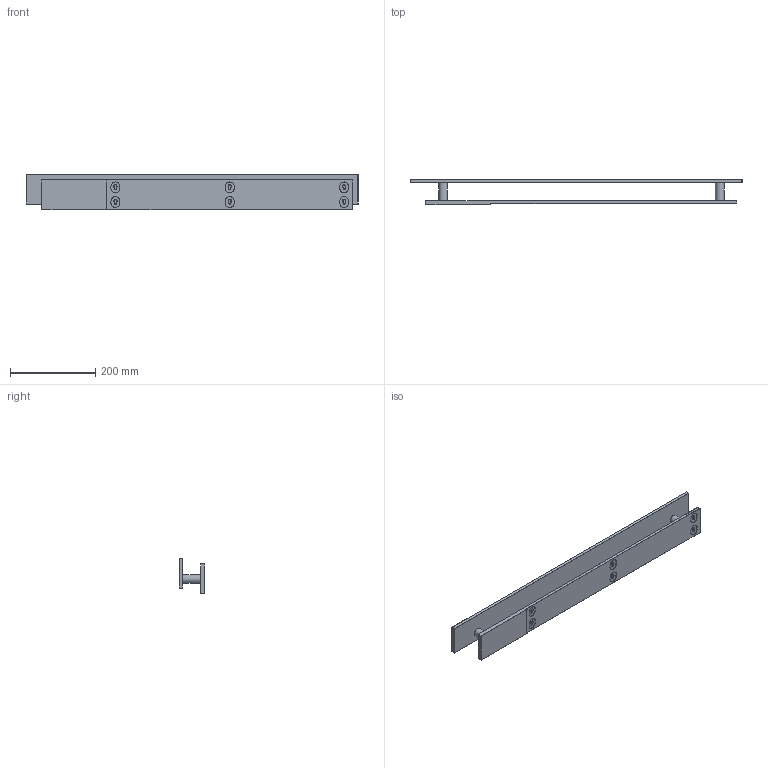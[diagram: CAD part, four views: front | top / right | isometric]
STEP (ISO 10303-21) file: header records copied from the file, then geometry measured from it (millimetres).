
FILE_DESCRIPTION(/* description */ ('Unknown'),/* implementation_level */ '2;1');
FILE_NAME(/* name */ '1047760000',/* time_stamp */ '2024-07-23T09:28:17+07:00',/* author */ ('Unknown'),/* organization */ ('Unknown'),/* preprocessor_version */ 'ST-DEVELOPER v16.7',/* originating_system */ 'DEX',/* authorisation */ $);
FILE_SCHEMA (('AUTOMOTIVE_DESIGN {1 0 10303 214 3 1 1}'));
Length unit declared in the file: millimetre
Products named in the file (6): 1047760000; 1047760000 Slim Square Towel Rail_8; 1047760000 Slim Square Towel Rail_9; 1047760000 Slim Square Towel Rail_10; 1047760000 Slim Square Towel Rail_11; 1047760000 Slim Square Towel Rail_12
Assembly tree (5 placements, depth 2):
  1047760000
    1047760000 Slim Square Towel Rail_8
    1047760000 Slim Square Towel Rail_9
    1047760000 Slim Square Towel Rail_10
    1047760000 Slim Square Towel Rail_11
    1047760000 Slim Square Towel Rail_12
Bounding box: 778 x 60 x 83 mm (x, y, z)
Volume: 843634.4 mm3; surface area: 244521.2 mm2
Topology: 5 solids, 5 shells, 251 faces, 572 edges, 301 vertices
Faces by surface type: cylinder 99, plane 74, sphere 42, torus 36
Full cylindrical faces by diameter (mm): 10 x1, 20 x2
Entity records: 6770 total; most frequent: DIRECTION 1294, CARTESIAN_POINT 1115, ORIENTED_EDGE 1044, AXIS2_PLACEMENT_3D 527, EDGE_CURVE 522, VERTEX_POINT 300, CIRCLE 270, EDGE_LOOP 270
